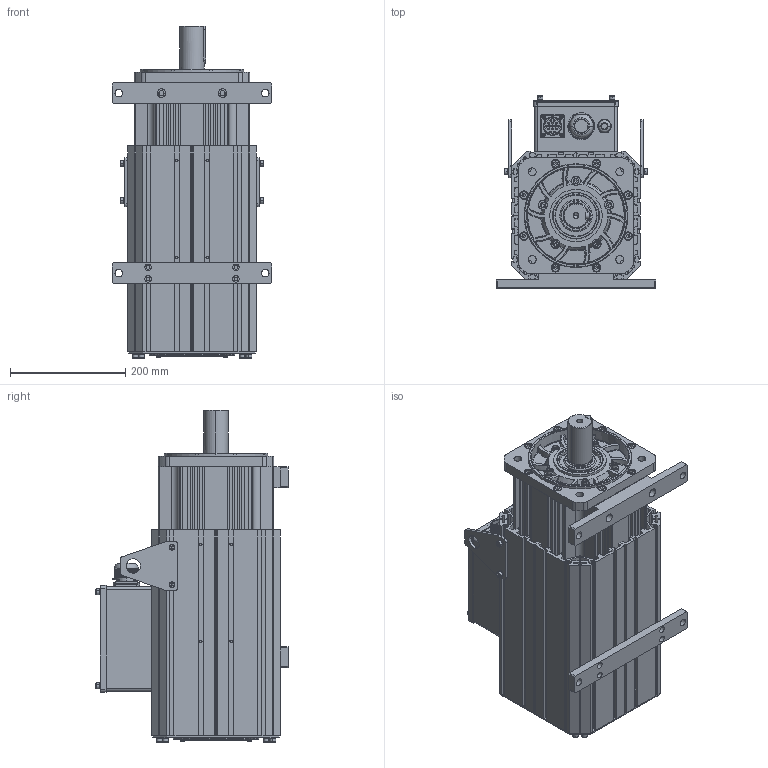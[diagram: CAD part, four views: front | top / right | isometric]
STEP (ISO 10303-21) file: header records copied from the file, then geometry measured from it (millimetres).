
FILE_DESCRIPTION (( 'STEP AP203' ), '1' );
FILE_NAME ('22KW.STEP', '2024-06-22T11:42:13', ( '' ), ( '' ), 'SwSTEP 2.0', 'SolidWorks 2021', '' );
FILE_SCHEMA (( 'CONFIG_CONTROL_DESIGN' ));
Products named in the file (1): 22KW
Bounding box: 277 x 333.1 x 575.6 mm (x, y, z)
Volume: 6860009.9 mm3; surface area: 2513813.8 mm2
Topology: 111 solids, 111 shells, 4173 faces, 10883 edges, 6875 vertices
Faces by surface type: plane 2310, cylinder 1117, cone 331, torus 291, bspline 78, sphere 46
Entity records: 138148 total; most frequent: CARTESIAN_POINT 35365, ORIENTED_EDGE 21530, DIRECTION 21404, EDGE_CURVE 10765, AXIS2_PLACEMENT_3D 7539, VERTEX_POINT 6875, LINE 6326, VECTOR 6326
